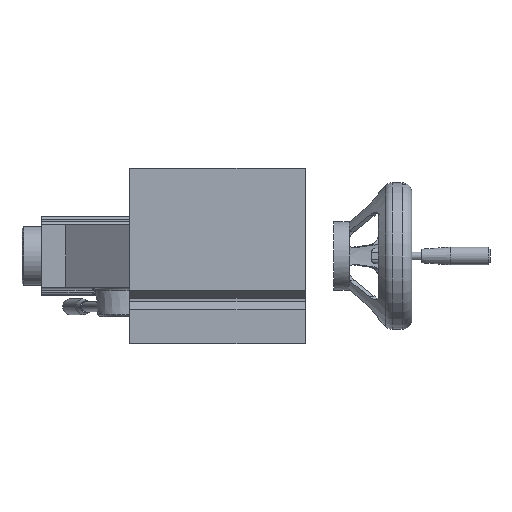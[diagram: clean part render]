
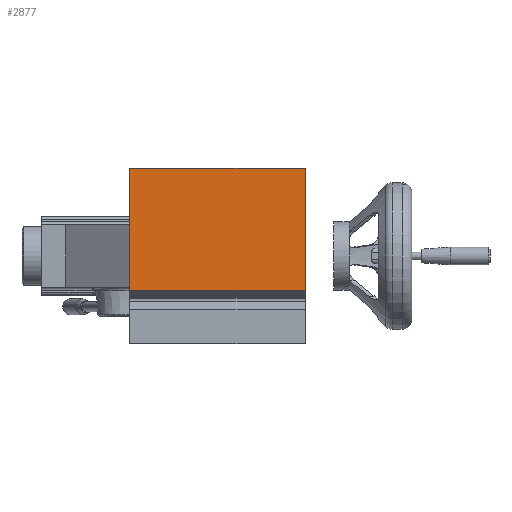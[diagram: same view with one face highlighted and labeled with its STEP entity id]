
A CAD part, front view. The second image highlights one B-rep face of the part: STEP entity #2877.
In plain terms, the highlighted planar face has unit normal (0, -1, 0).
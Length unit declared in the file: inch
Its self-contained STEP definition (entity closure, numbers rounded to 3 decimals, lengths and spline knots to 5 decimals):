
#109=PLANE('',#3186);
#325=LINE('',#7452,#520);
#326=LINE('',#7454,#521);
#327=LINE('',#7456,#522);
#328=LINE('',#7457,#523);
#520=VECTOR('',#3893,39.37008);
#521=VECTOR('',#3894,39.37008);
#522=VECTOR('',#3895,39.37008);
#523=VECTOR('',#3896,39.37008);
#754=FACE_OUTER_BOUND('',#925,.T.);
#925=EDGE_LOOP('',(#2623,#2624,#2625,#2626));
#1404=VERTEX_POINT('',#7450);
#1405=VERTEX_POINT('',#7451);
#1406=VERTEX_POINT('',#7453);
#1407=VERTEX_POINT('',#7455);
#1816=EDGE_CURVE('',#1404,#1405,#325,.T.);
#1817=EDGE_CURVE('',#1405,#1406,#326,.T.);
#1818=EDGE_CURVE('',#1406,#1407,#327,.T.);
#1819=EDGE_CURVE('',#1407,#1404,#328,.T.);
#2623=ORIENTED_EDGE('',*,*,#1816,.T.);
#2624=ORIENTED_EDGE('',*,*,#1817,.T.);
#2625=ORIENTED_EDGE('',*,*,#1818,.T.);
#2626=ORIENTED_EDGE('',*,*,#1819,.T.);
#2877=ADVANCED_FACE('',(#754),#109,.T.);
#3186=AXIS2_PLACEMENT_3D('',#7449,#3891,#3892);
#3891=DIRECTION('center_axis',(0.,-1.,0.));
#3892=DIRECTION('ref_axis',(0.,0.,-1.));
#3893=DIRECTION('',(0.,0.,-1.));
#3894=DIRECTION('',(1.,0.,0.));
#3895=DIRECTION('',(0.,0.,1.));
#3896=DIRECTION('',(-1.,0.,0.));
#7449=CARTESIAN_POINT('Origin',(53.14961,0.,2.68701));
#7450=CARTESIAN_POINT('',(53.14961,0.,2.68701));
#7451=CARTESIAN_POINT('',(53.14961,0.,-2.23425));
#7452=CARTESIAN_POINT('',(53.14961,0.,2.68701));
#7453=CARTESIAN_POINT('',(60.23622,0.,-2.23425));
#7454=CARTESIAN_POINT('',(53.14961,0.,-2.23425));
#7455=CARTESIAN_POINT('',(60.23622,0.,2.68701));
#7456=CARTESIAN_POINT('',(60.23622,0.,2.68701));
#7457=CARTESIAN_POINT('',(53.14961,0.,2.68701));
